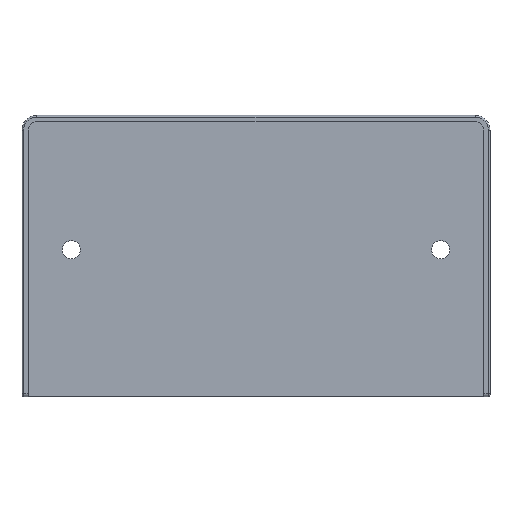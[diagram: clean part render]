
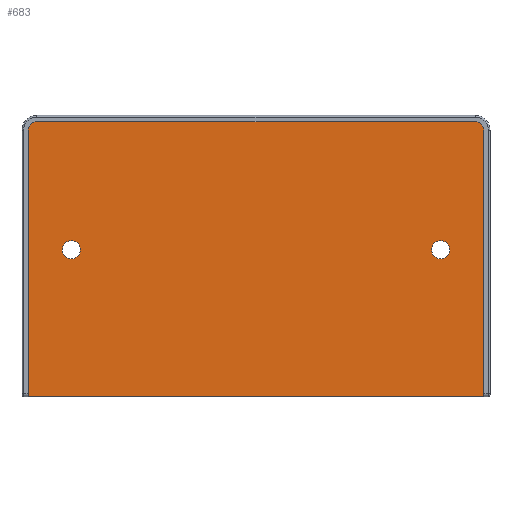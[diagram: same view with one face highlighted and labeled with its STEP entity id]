
A CAD part, left-side view. The second image highlights one B-rep face of the part: STEP entity #683.
In plain terms, the highlighted planar face has unit normal (-1, 0, 0).
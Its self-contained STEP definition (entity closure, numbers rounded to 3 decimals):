
#21=FACE_BOUND('',#135,.T.);
#22=FACE_BOUND('',#136,.T.);
#43=PLANE('',#786);
#85=FACE_OUTER_BOUND('',#134,.T.);
#134=EDGE_LOOP('',(#605,#606,#607,#608,#609,#610));
#135=EDGE_LOOP('',(#611));
#136=EDGE_LOOP('',(#612));
#167=LINE('',#1159,#212);
#170=LINE('',#1164,#215);
#172=LINE('',#1168,#217);
#181=LINE('',#1235,#226);
#212=VECTOR('',#931,10.);
#215=VECTOR('',#936,10.);
#217=VECTOR('',#940,10.);
#226=VECTOR('',#1001,10.);
#275=CIRCLE('',#778,1.7);
#276=CIRCLE('',#780,1.7);
#277=CIRCLE('',#782,1.6);
#278=CIRCLE('',#785,1.6);
#319=VERTEX_POINT('',#1156);
#320=VERTEX_POINT('',#1158);
#321=VERTEX_POINT('',#1162);
#322=VERTEX_POINT('',#1166);
#333=VERTEX_POINT('',#1222);
#334=VERTEX_POINT('',#1226);
#335=VERTEX_POINT('',#1230);
#336=VERTEX_POINT('',#1234);
#399=EDGE_CURVE('',#320,#319,#167,.T.);
#402=EDGE_CURVE('',#321,#319,#170,.T.);
#404=EDGE_CURVE('',#321,#322,#172,.T.);
#422=EDGE_CURVE('',#333,#333,#275,.T.);
#424=EDGE_CURVE('',#334,#334,#276,.T.);
#426=EDGE_CURVE('',#322,#335,#277,.T.);
#428=EDGE_CURVE('',#335,#336,#181,.T.);
#430=EDGE_CURVE('',#336,#320,#278,.T.);
#605=ORIENTED_EDGE('',*,*,#404,.T.);
#606=ORIENTED_EDGE('',*,*,#426,.T.);
#607=ORIENTED_EDGE('',*,*,#428,.T.);
#608=ORIENTED_EDGE('',*,*,#430,.T.);
#609=ORIENTED_EDGE('',*,*,#399,.T.);
#610=ORIENTED_EDGE('',*,*,#402,.F.);
#611=ORIENTED_EDGE('',*,*,#422,.T.);
#612=ORIENTED_EDGE('',*,*,#424,.T.);
#683=ADVANCED_FACE('',(#85,#21,#22),#43,.F.);
#778=AXIS2_PLACEMENT_3D('',#1223,#986,#987);
#780=AXIS2_PLACEMENT_3D('',#1227,#991,#992);
#782=AXIS2_PLACEMENT_3D('',#1231,#996,#997);
#785=AXIS2_PLACEMENT_3D('',#1238,#1005,#1006);
#786=AXIS2_PLACEMENT_3D('',#1239,#1007,#1008);
#931=DIRECTION('',(0.,0.,-1.));
#936=DIRECTION('',(0.,1.,0.));
#940=DIRECTION('',(0.,0.,1.));
#986=DIRECTION('center_axis',(1.,0.,0.));
#987=DIRECTION('ref_axis',(0.,-1.,0.));
#991=DIRECTION('center_axis',(1.,0.,0.));
#992=DIRECTION('ref_axis',(0.,-1.,0.));
#996=DIRECTION('center_axis',(-1.,0.,0.));
#997=DIRECTION('ref_axis',(0.,0.,1.));
#1001=DIRECTION('',(0.,1.,0.));
#1005=DIRECTION('center_axis',(-1.,0.,0.));
#1006=DIRECTION('ref_axis',(0.,1.,0.));
#1007=DIRECTION('center_axis',(1.,0.,0.));
#1008=DIRECTION('ref_axis',(0.,1.,0.));
#1156=CARTESIAN_POINT('',(71.12,42.87,-0.53));
#1158=CARTESIAN_POINT('',(71.12,42.87,49.62));
#1159=CARTESIAN_POINT('',(71.12,42.87,12.708));
#1162=CARTESIAN_POINT('',(71.12,-42.87,-0.53));
#1164=CARTESIAN_POINT('',(71.12,-44.07,-0.53));
#1166=CARTESIAN_POINT('',(71.12,-42.87,49.62));
#1168=CARTESIAN_POINT('',(71.12,-42.87,37.783));
#1222=CARTESIAN_POINT('',(71.12,-33.07,27.12));
#1223=CARTESIAN_POINT('Origin',(71.12,-34.77,27.12));
#1226=CARTESIAN_POINT('',(71.12,36.47,27.12));
#1227=CARTESIAN_POINT('Origin',(71.12,34.77,27.12));
#1230=CARTESIAN_POINT('',(71.12,-41.27,51.22));
#1231=CARTESIAN_POINT('Origin',(71.12,-41.27,49.62));
#1234=CARTESIAN_POINT('',(71.12,41.27,51.22));
#1235=CARTESIAN_POINT('',(71.12,20.635,51.22));
#1238=CARTESIAN_POINT('Origin',(71.12,41.27,49.62));
#1239=CARTESIAN_POINT('Origin',(71.12,0.,25.945));
